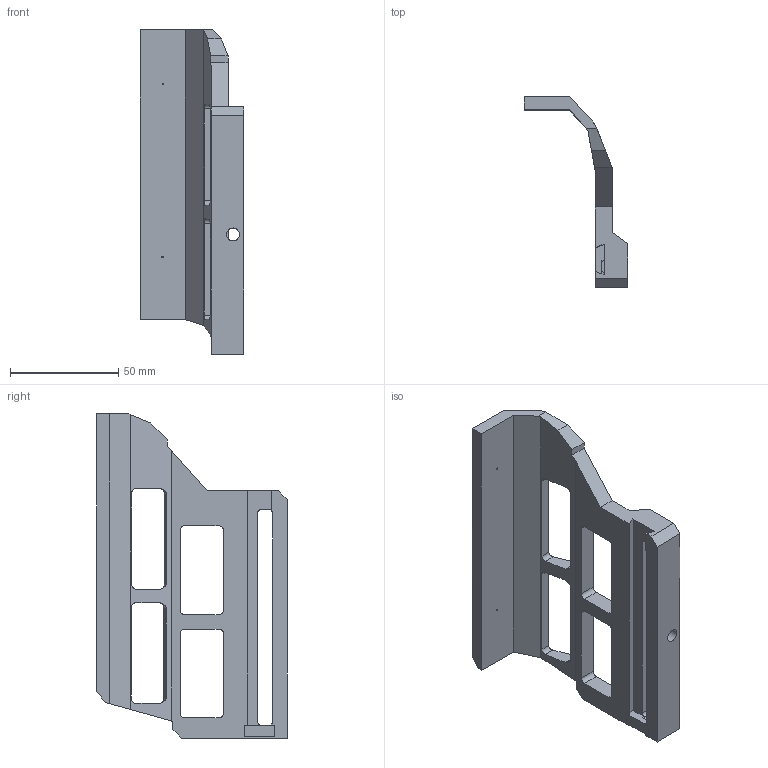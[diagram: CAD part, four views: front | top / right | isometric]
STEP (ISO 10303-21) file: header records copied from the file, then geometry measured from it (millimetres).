
FILE_DESCRIPTION(('FreeCAD Model'),'2;1');
FILE_NAME('Open CASCADE Shape Model','2024-08-20T19:18:33',(''),(''), 'Open CASCADE STEP processor 7.6','FreeCAD','Unknown');
FILE_SCHEMA(('AUTOMOTIVE_DESIGN { 1 0 10303 214 1 1 1 1 }'));
Length unit declared in the file: millimetre
Products named in the file (1): Chamfer004
Bounding box: 48 x 88 x 150 mm (x, y, z)
Volume: 72889.1 mm3; surface area: 31958.6 mm2
Topology: 1 solids, 1 shells, 103 faces, 314 edges, 209 vertices
Faces by surface type: plane 71, cylinder 30, cone 2
Full cylindrical faces by diameter (mm): 0.75 x2, 6 x2
Entity records: 3645 total; most frequent: CARTESIAN_POINT 700, ORIENTED_EDGE 628, DIRECTION 590, EDGE_CURVE 314, LINE 238, VECTOR 238, VERTEX_POINT 209, AXIS2_PLACEMENT_3D 176
